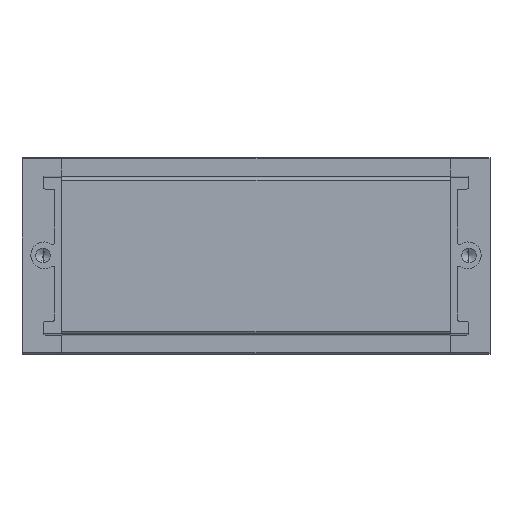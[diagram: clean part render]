
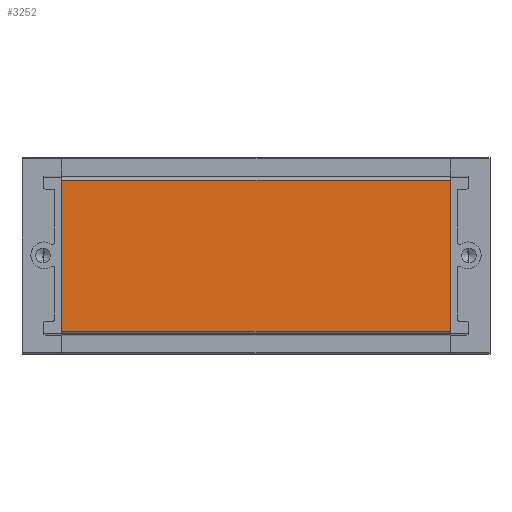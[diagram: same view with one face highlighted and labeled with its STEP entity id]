
A CAD part, front view. The second image highlights one B-rep face of the part: STEP entity #3252.
In plain terms, the highlighted planar face has unit normal (0, -1, 0).
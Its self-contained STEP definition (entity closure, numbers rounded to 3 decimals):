
#46 = CARTESIAN_POINT ( 'NONE',  ( -43.75, 0., 17.001 ) ) ;
#185 = DIRECTION ( 'NONE',  ( -1., 0., 0. ) ) ;
#215 = EDGE_CURVE ( 'NONE', #1658, #3030, #924, .T. ) ;
#222 = CARTESIAN_POINT ( 'NONE',  ( 43.75, 0., 17.001 ) ) ;
#327 = VECTOR ( 'NONE', #2937, 1000. ) ;
#335 = PLANE ( 'NONE',  #4706 ) ;
#426 = CARTESIAN_POINT ( 'NONE',  ( 43.75, 0., 17.001 ) ) ;
#580 = CARTESIAN_POINT ( 'NONE',  ( -43.75, 0., 17.001 ) ) ;
#741 = EDGE_CURVE ( 'NONE', #1395, #3030, #1485, .T. ) ;
#845 = LINE ( 'NONE', #426, #3348 ) ;
#924 = LINE ( 'NONE', #4747, #1977 ) ;
#969 = ORIENTED_EDGE ( 'NONE', *, *, #215, .F. ) ;
#1395 = VERTEX_POINT ( 'NONE', #580 ) ;
#1479 = FACE_OUTER_BOUND ( 'NONE', #2775, .T. ) ;
#1485 = LINE ( 'NONE', #46, #4855 ) ;
#1658 = VERTEX_POINT ( 'NONE', #3013 ) ;
#1745 = CARTESIAN_POINT ( 'NONE',  ( 43.75, 0., 17.001 ) ) ;
#1835 = CARTESIAN_POINT ( 'NONE',  ( 43.75, 0., 17.001 ) ) ;
#1918 = DIRECTION ( 'NONE',  ( 0., 0., -1. ) ) ;
#1977 = VECTOR ( 'NONE', #185, 1000. ) ;
#2238 = ORIENTED_EDGE ( 'NONE', *, *, #2475, .T. ) ;
#2379 = DIRECTION ( 'NONE',  ( 0., 0., -1. ) ) ;
#2475 = EDGE_CURVE ( 'NONE', #4412, #1395, #4379, .T. ) ;
#2775 = EDGE_LOOP ( 'NONE', ( #2987, #969, #4012, #2238 ) ) ;
#2937 = DIRECTION ( 'NONE',  ( -1., 0., 0. ) ) ;
#2987 = ORIENTED_EDGE ( 'NONE', *, *, #741, .T. ) ;
#3013 = CARTESIAN_POINT ( 'NONE',  ( 43.75, 0., -17.001 ) ) ;
#3030 = VERTEX_POINT ( 'NONE', #3434 ) ;
#3252 = ADVANCED_FACE ( 'NONE', ( #1479 ), #335, .F. ) ;
#3348 = VECTOR ( 'NONE', #2379, 1000. ) ;
#3434 = CARTESIAN_POINT ( 'NONE',  ( -43.75, 0., -17.001 ) ) ;
#4012 = ORIENTED_EDGE ( 'NONE', *, *, #4351, .F. ) ;
#4147 = DIRECTION ( 'NONE',  ( 0., 1., 0. ) ) ;
#4351 = EDGE_CURVE ( 'NONE', #4412, #1658, #845, .T. ) ;
#4379 = LINE ( 'NONE', #222, #327 ) ;
#4412 = VERTEX_POINT ( 'NONE', #1745 ) ;
#4443 = DIRECTION ( 'NONE',  ( 0., 0., 1. ) ) ;
#4706 = AXIS2_PLACEMENT_3D ( 'NONE', #1835, #4147, #4443 ) ;
#4747 = CARTESIAN_POINT ( 'NONE',  ( 43.75, 0., -17.001 ) ) ;
#4855 = VECTOR ( 'NONE', #1918, 1000. ) ;
